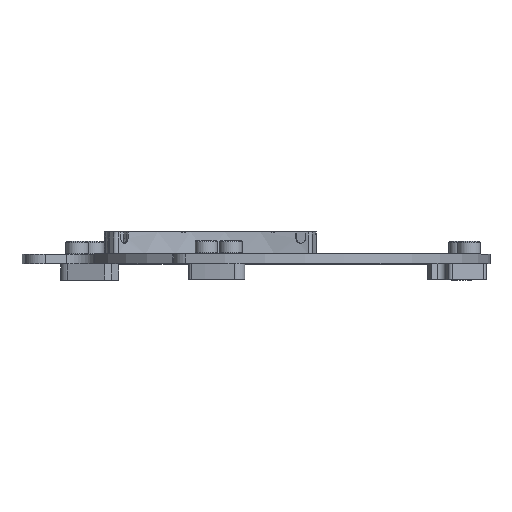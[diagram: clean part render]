
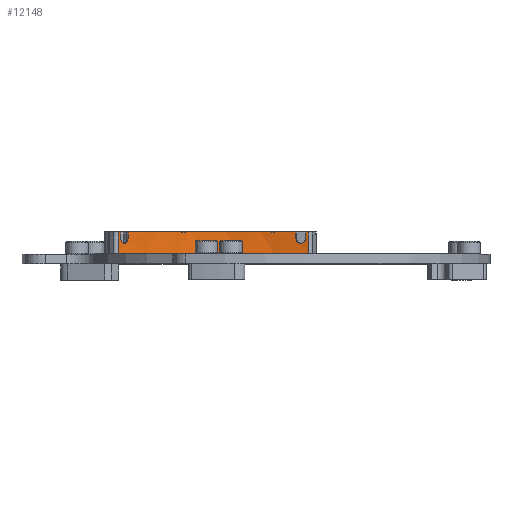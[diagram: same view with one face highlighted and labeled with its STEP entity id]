
A CAD part, top view. The second image highlights one B-rep face of the part: STEP entity #12148.
In plain terms, the highlighted conical face has half-angle 1 degrees and reference radius 63.9 mm.
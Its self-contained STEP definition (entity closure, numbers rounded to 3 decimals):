
#156=CONICAL_SURFACE('',#13736,63.9,0.017);
#528=B_SPLINE_CURVE_WITH_KNOTS('',3,(#22154,#22155,#22156,#22157,#22158,
#22159,#22160,#22161,#22162,#22163,#22164,#22165,#22166,#22167,#22168,#22169,
#22170,#22171,#22172,#22173,#22174,#22175,#22176),.UNSPECIFIED.,.F.,.F.,
(4,3,2,2,2,2,2,2,2,2,4),(0.,0.,0.056,0.113,
0.169,0.226,0.282,0.339,
0.395,0.452,0.452),.UNSPECIFIED.);
#529=B_SPLINE_CURVE_WITH_KNOTS('',3,(#22189,#22190,#22191,#22192,#22193,
#22194,#22195,#22196,#22197,#22198,#22199,#22200,#22201,#22202,#22203,#22204,
#22205,#22206,#22207,#22208,#22209,#22210,#22211),.UNSPECIFIED.,.F.,.F.,
(4,3,2,2,2,2,2,2,2,2,4),(0.,0.,0.056,0.113,
0.169,0.226,0.282,0.339,
0.395,0.452,0.452),.UNSPECIFIED.);
#1188=FACE_OUTER_BOUND('',#1934,.T.);
#1934=EDGE_LOOP('',(#9871,#9872,#9873,#9874,#9875,#9876,#9877,#9878,#9879,
#9880,#9881,#9882));
#2749=LINE('',#22152,#3581);
#2750=LINE('',#22178,#3582);
#2751=LINE('',#22181,#3583);
#2752=LINE('',#22183,#3584);
#2753=LINE('',#22187,#3585);
#2754=LINE('',#22212,#3586);
#3581=VECTOR('',#16471,10.);
#3582=VECTOR('',#16472,10.);
#3583=VECTOR('',#16475,7.001);
#3584=VECTOR('',#16476,7.001);
#3585=VECTOR('',#16479,10.);
#3586=VECTOR('',#16480,10.);
#4487=CIRCLE('',#13699,63.778);
#4505=CIRCLE('',#13737,63.9);
#4506=CIRCLE('',#13738,63.9);
#4507=CIRCLE('',#13739,63.9);
#5469=VERTEX_POINT('',#22056);
#5470=VERTEX_POINT('',#22058);
#5511=VERTEX_POINT('',#22148);
#5512=VERTEX_POINT('',#22149);
#5513=VERTEX_POINT('',#22151);
#5514=VERTEX_POINT('',#22153);
#5515=VERTEX_POINT('',#22177);
#5516=VERTEX_POINT('',#22179);
#5517=VERTEX_POINT('',#22182);
#5518=VERTEX_POINT('',#22184);
#5519=VERTEX_POINT('',#22186);
#5520=VERTEX_POINT('',#22188);
#6985=EDGE_CURVE('',#5469,#5470,#4487,.T.);
#7029=EDGE_CURVE('',#5511,#5512,#4505,.T.);
#7030=EDGE_CURVE('',#5513,#5512,#2749,.T.);
#7031=EDGE_CURVE('',#5514,#5513,#528,.T.);
#7032=EDGE_CURVE('',#5515,#5514,#2750,.T.);
#7033=EDGE_CURVE('',#5515,#5516,#4506,.T.);
#7034=EDGE_CURVE('',#5516,#5470,#2751,.F.);
#7035=EDGE_CURVE('',#5469,#5517,#2752,.F.);
#7036=EDGE_CURVE('',#5517,#5518,#4507,.T.);
#7037=EDGE_CURVE('',#5519,#5518,#2753,.T.);
#7038=EDGE_CURVE('',#5520,#5519,#529,.T.);
#7039=EDGE_CURVE('',#5511,#5520,#2754,.T.);
#9871=ORIENTED_EDGE('',*,*,#7029,.T.);
#9872=ORIENTED_EDGE('',*,*,#7030,.F.);
#9873=ORIENTED_EDGE('',*,*,#7031,.F.);
#9874=ORIENTED_EDGE('',*,*,#7032,.F.);
#9875=ORIENTED_EDGE('',*,*,#7033,.T.);
#9876=ORIENTED_EDGE('',*,*,#7034,.T.);
#9877=ORIENTED_EDGE('',*,*,#6985,.F.);
#9878=ORIENTED_EDGE('',*,*,#7035,.T.);
#9879=ORIENTED_EDGE('',*,*,#7036,.T.);
#9880=ORIENTED_EDGE('',*,*,#7037,.F.);
#9881=ORIENTED_EDGE('',*,*,#7038,.F.);
#9882=ORIENTED_EDGE('',*,*,#7039,.F.);
#12148=ADVANCED_FACE('',(#1188),#156,.F.);
#13699=AXIS2_PLACEMENT_3D('',#22059,#16382,#16383);
#13736=AXIS2_PLACEMENT_3D('',#22147,#16467,#16468);
#13737=AXIS2_PLACEMENT_3D('',#22150,#16469,#16470);
#13738=AXIS2_PLACEMENT_3D('',#22180,#16473,#16474);
#13739=AXIS2_PLACEMENT_3D('',#22185,#16477,#16478);
#16382=DIRECTION('center_axis',(0.,1.,0.));
#16383=DIRECTION('ref_axis',(0.,0.,1.));
#16467=DIRECTION('center_axis',(0.,1.,0.));
#16468=DIRECTION('ref_axis',(-0.237,0.,-0.971));
#16469=DIRECTION('center_axis',(0.,1.,0.));
#16470=DIRECTION('ref_axis',(0.,0.,1.));
#16471=DIRECTION('',(0.002,1.,-0.024));
#16472=DIRECTION('',(0.024,-1.,0.002));
#16473=DIRECTION('center_axis',(0.,1.,0.));
#16474=DIRECTION('ref_axis',(0.,0.,1.));
#16475=DIRECTION('',(-0.012,1.,-0.013));
#16476=DIRECTION('',(-0.004,-1.,0.017));
#16477=DIRECTION('center_axis',(0.,1.,0.));
#16478=DIRECTION('ref_axis',(0.,0.,1.));
#16479=DIRECTION('',(0.021,1.,-0.013));
#16480=DIRECTION('',(0.013,-1.,0.02));
#22056=CARTESIAN_POINT('',(16.181,-123.625,-61.691));
#22058=CARTESIAN_POINT('',(-42.784,-123.625,-47.299));
#22059=CARTESIAN_POINT('Origin',(0.,-123.625,0.));
#22147=CARTESIAN_POINT('Origin',(0.,-116.625,0.));
#22148=CARTESIAN_POINT('',(12.4,-116.625,-62.685));
#22149=CARTESIAN_POINT('',(-39.804,-116.625,-49.988));
#22150=CARTESIAN_POINT('Origin',(0.,-116.625,0.));
#22151=CARTESIAN_POINT('',(-39.809,-118.625,-49.94));
#22152=CARTESIAN_POINT('',(-39.809,-118.625,-49.94));
#22153=CARTESIAN_POINT('',(-42.11,-118.625,-48.015));
#22154=CARTESIAN_POINT('Ctrl Pts',(-42.11,-118.625,-48.015));
#22155=CARTESIAN_POINT('Ctrl Pts',(-42.11,-118.625,
-48.015));
#22156=CARTESIAN_POINT('Ctrl Pts',(-42.11,-118.625,
-48.015));
#22157=CARTESIAN_POINT('Ctrl Pts',(-42.11,-118.626,
-48.015));
#22158=CARTESIAN_POINT('Ctrl Pts',(-42.108,-118.814,-48.013));
#22159=CARTESIAN_POINT('Ctrl Pts',(-42.078,-119.015,
-48.035));
#22160=CARTESIAN_POINT('Ctrl Pts',(-41.958,-119.384,
-48.131));
#22161=CARTESIAN_POINT('Ctrl Pts',(-41.869,-119.553,
-48.204));
#22162=CARTESIAN_POINT('Ctrl Pts',(-41.665,-119.819,-48.375));
#22163=CARTESIAN_POINT('Ctrl Pts',(-41.536,-119.934,
-48.484));
#22164=CARTESIAN_POINT('Ctrl Pts',(-41.253,-120.087,
-48.721));
#22165=CARTESIAN_POINT('Ctrl Pts',(-41.099,-120.125,-48.85));
#22166=CARTESIAN_POINT('Ctrl Pts',(-40.81,-120.125,-49.092));
#22167=CARTESIAN_POINT('Ctrl Pts',(-40.656,-120.087,-49.22));
#22168=CARTESIAN_POINT('Ctrl Pts',(-40.372,-119.934,-49.457));
#22169=CARTESIAN_POINT('Ctrl Pts',(-40.242,-119.819,
-49.565));
#22170=CARTESIAN_POINT('Ctrl Pts',(-40.038,-119.553,
-49.736));
#22171=CARTESIAN_POINT('Ctrl Pts',(-39.95,-119.384,
-49.81));
#22172=CARTESIAN_POINT('Ctrl Pts',(-39.834,-119.015,
-49.911));
#22173=CARTESIAN_POINT('Ctrl Pts',(-39.807,-118.814,-49.937));
#22174=CARTESIAN_POINT('Ctrl Pts',(-39.809,-118.625,
-49.94));
#22175=CARTESIAN_POINT('Ctrl Pts',(-39.809,-118.625,
-49.94));
#22176=CARTESIAN_POINT('Ctrl Pts',(-39.809,-118.625,-49.94));
#22177=CARTESIAN_POINT('',(-42.159,-116.625,-48.019));
#22178=CARTESIAN_POINT('',(-42.159,-116.625,-48.019));
#22179=CARTESIAN_POINT('',(-42.866,-116.625,-47.389));
#22180=CARTESIAN_POINT('Origin',(0.,-116.625,0.));
#22181=CARTESIAN_POINT('',(-42.784,-123.625,-47.299));
#22182=CARTESIAN_POINT('',(16.212,-116.625,-61.809));
#22183=CARTESIAN_POINT('',(16.212,-116.625,-61.809));
#22184=CARTESIAN_POINT('',(15.396,-116.625,-62.017));
#22185=CARTESIAN_POINT('Origin',(0.,-116.625,0.));
#22186=CARTESIAN_POINT('',(15.355,-118.625,-61.992));
#22187=CARTESIAN_POINT('',(15.355,-118.625,-61.992));
#22188=CARTESIAN_POINT('',(12.427,-118.625,-62.644));
#22189=CARTESIAN_POINT('Ctrl Pts',(12.427,-118.625,-62.644));
#22190=CARTESIAN_POINT('Ctrl Pts',(12.427,-118.625,-62.644));
#22191=CARTESIAN_POINT('Ctrl Pts',(12.427,-118.625,-62.644));
#22192=CARTESIAN_POINT('Ctrl Pts',(12.427,-118.626,-62.644));
#22193=CARTESIAN_POINT('Ctrl Pts',(12.426,-118.814,-62.641));
#22194=CARTESIAN_POINT('Ctrl Pts',(12.462,-119.015,-62.631));
#22195=CARTESIAN_POINT('Ctrl Pts',(12.611,-119.384,-62.594));
#22196=CARTESIAN_POINT('Ctrl Pts',(12.724,-119.553,-62.568));
#22197=CARTESIAN_POINT('Ctrl Pts',(12.983,-119.819,-62.51));
#22198=CARTESIAN_POINT('Ctrl Pts',(13.148,-119.934,-62.474));
#22199=CARTESIAN_POINT('Ctrl Pts',(13.509,-120.087,-62.394));
#22200=CARTESIAN_POINT('Ctrl Pts',(13.705,-120.125,-62.351));
#22201=CARTESIAN_POINT('Ctrl Pts',(14.073,-120.125,-62.269));
#22202=CARTESIAN_POINT('Ctrl Pts',(14.269,-120.087,-62.225));
#22203=CARTESIAN_POINT('Ctrl Pts',(14.629,-119.934,-62.144));
#22204=CARTESIAN_POINT('Ctrl Pts',(14.794,-119.819,-62.107));
#22205=CARTESIAN_POINT('Ctrl Pts',(15.054,-119.553,-62.049));
#22206=CARTESIAN_POINT('Ctrl Pts',(15.166,-119.384,-62.025));
#22207=CARTESIAN_POINT('Ctrl Pts',(15.317,-119.015,-61.994));
#22208=CARTESIAN_POINT('Ctrl Pts',(15.354,-118.814,-61.989));
#22209=CARTESIAN_POINT('Ctrl Pts',(15.355,-118.625,-61.992));
#22210=CARTESIAN_POINT('Ctrl Pts',(15.355,-118.625,-61.992));
#22211=CARTESIAN_POINT('Ctrl Pts',(15.355,-118.625,-61.992));
#22212=CARTESIAN_POINT('',(12.4,-116.625,-62.685));
